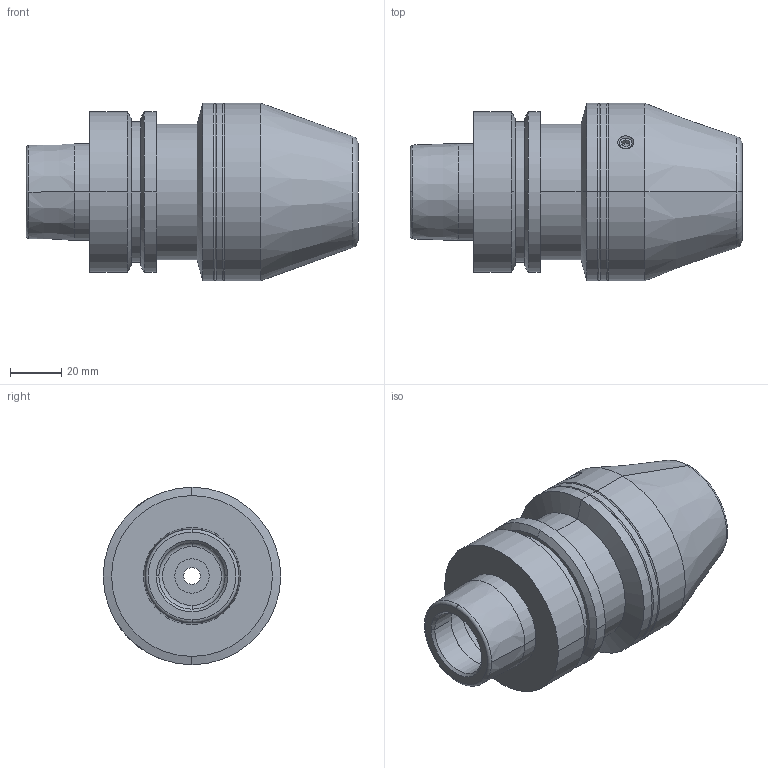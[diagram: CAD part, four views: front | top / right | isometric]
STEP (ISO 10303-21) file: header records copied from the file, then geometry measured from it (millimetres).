
FILE_DESCRIPTION(/* description */ ('Alibre Inc.'),/* implementation_level */ '2;1');
FILE_NAME(/* name */ 'export-D78E20B8-2EA9-452C-8C4E-E834E50DC2A2',/* time_stamp */ '2024-08-16T11:41:39+02:00',/* author */ (''),/* organization */ (''),/* preprocessor_version */ 'ST-DEVELOPER v17',/* originating_system */ 'Alibre',/* authorisation */ '');
FILE_SCHEMA (('AUTOMOTIVE_DESIGN'));
Length unit declared in the file: millimetre
Products named in the file (1): Part1
Bounding box: 130 x 69.5 x 69.5 mm (x, y, z)
Volume: 251877.8 mm3; surface area: 46720.4 mm2
Topology: 1 solids, 3 shells, 182 faces, 436 edges, 263 vertices
Faces by surface type: cylinder 66, cone 52, plane 31, torus 28, bspline 5
Entity records: 7037 total; most frequent: CARTESIAN_POINT 3162, ORIENTED_EDGE 844, DIRECTION 735, EDGE_CURVE 422, AXIS2_PLACEMENT_3D 324, VERTEX_POINT 263, EDGE_LOOP 205, FACE_BOUND 205
